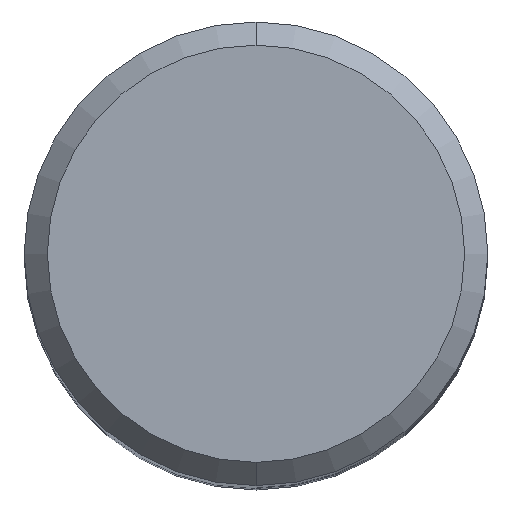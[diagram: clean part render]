
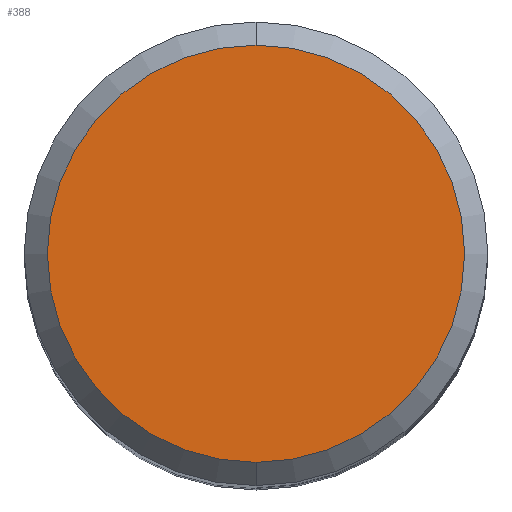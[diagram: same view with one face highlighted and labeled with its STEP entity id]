
A CAD part, top view. The second image highlights one B-rep face of the part: STEP entity #388.
In plain terms, the highlighted planar face has unit normal (0, 0, 1).
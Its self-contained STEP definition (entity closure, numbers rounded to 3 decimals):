
#170=VERTEX_POINT('',#463);
#316=EDGE_CURVE('',#170,#338,#623,.T.);
#338=VERTEX_POINT('',#647);
#388=ADVANCED_FACE('',(#702),#703,.T.);
#392=EDGE_CURVE('',#338,#170,#707,.T.);
#463=CARTESIAN_POINT('',(0.,-9.0,0.0));
#623=CIRCLE('',#1242,9.0);
#647=CARTESIAN_POINT('',(0.0,9.0,0.0));
#702=FACE_OUTER_BOUND('',#1449,.T.);
#703=PLANE('',#1450);
#707=CIRCLE('',#1455,9.0);
#1242=AXIS2_PLACEMENT_3D('',#1709,#1710,#1711);
#1449=EDGE_LOOP('',(#1805,#1806));
#1450=AXIS2_PLACEMENT_3D('',#1807,#1808,#1809);
#1455=AXIS2_PLACEMENT_3D('',#1810,#1811,#1812);
#1709=CARTESIAN_POINT('',(0.0,0.0,0.0));
#1710=DIRECTION('',(0.0,0.0,-1.0));
#1711=DIRECTION('',(0.0,1.0,0.0));
#1805=ORIENTED_EDGE('',*,*,#392,.F.);
#1806=ORIENTED_EDGE('',*,*,#316,.F.);
#1807=CARTESIAN_POINT('',(0.0,4.5,0.0));
#1808=DIRECTION('',(-0.0,0.0,1.0));
#1809=DIRECTION('',(0.0,-1.0,0.0));
#1810=CARTESIAN_POINT('',(0.0,0.0,0.0));
#1811=DIRECTION('',(0.0,0.0,-1.0));
#1812=DIRECTION('',(0.0,1.0,0.0));
